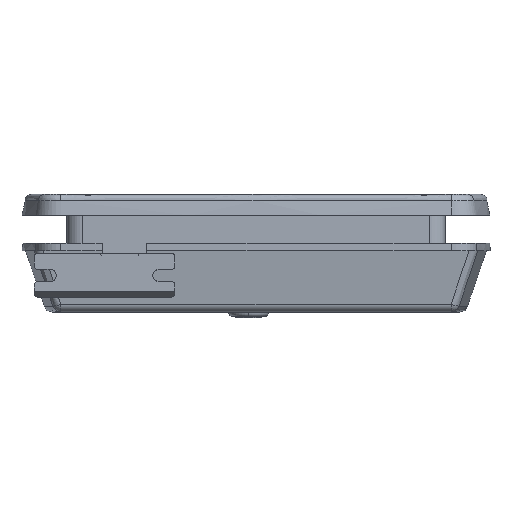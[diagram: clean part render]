
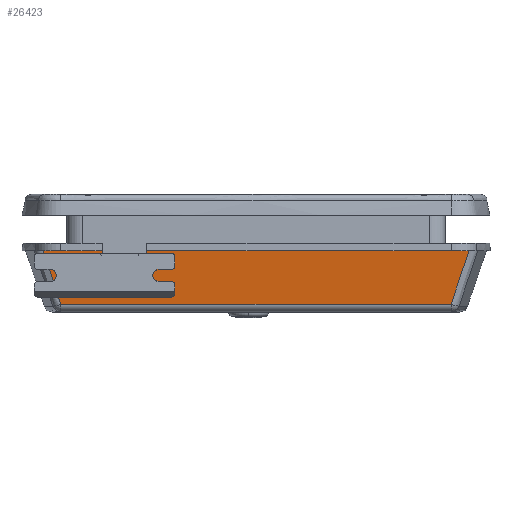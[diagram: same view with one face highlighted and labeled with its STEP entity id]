
A CAD part, front view. The second image highlights one B-rep face of the part: STEP entity #26423.
In plain terms, the highlighted planar face has unit normal (0, -0.994, -0.106).
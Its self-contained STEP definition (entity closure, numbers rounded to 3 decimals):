
#443 = LINE ( 'NONE', #16092, #1481 ) ;
#513 = CARTESIAN_POINT ( 'NONE',  ( 0., -61.306, -6.522 ) ) ;
#641 = EDGE_CURVE ( 'NONE', #24036, #19634, #11476, .T. ) ;
#683 = CARTESIAN_POINT ( 'NONE',  ( 0., -62.571, 5.365 ) ) ;
#758 = CARTESIAN_POINT ( 'NONE',  ( 138.635, -64.234, 20.997 ) ) ;
#1317 = DIRECTION ( 'NONE',  ( -1., 0., 0. ) ) ;
#1481 = VECTOR ( 'NONE', #1317, 1000. ) ;
#2102 = CARTESIAN_POINT ( 'NONE',  ( -135.924, -63.383, 13.001 ) ) ;
#2172 = FACE_OUTER_BOUND ( 'NONE', #10875, .T. ) ;
#3303 = LINE ( 'NONE', #18260, #27242 ) ;
#3601 = CARTESIAN_POINT ( 'NONE',  ( -75., -61.306, -6.522 ) ) ;
#3771 = CARTESIAN_POINT ( 'NONE',  ( -75., -61.468, -5. ) ) ;
#4766 = DIRECTION ( 'NONE',  ( 0., -0.106, 0.994 ) ) ;
#5263 = VERTEX_POINT ( 'NONE', #7371 ) ;
#5281 = CARTESIAN_POINT ( 'NONE',  ( 141.912, -65.262, 30.663 ) ) ;
#5481 = AXIS2_PLACEMENT_3D ( 'NONE', #513, #13885, #23070 ) ;
#5766 = EDGE_CURVE ( 'NONE', #19634, #19356, #24769, .T. ) ;
#5947 = CARTESIAN_POINT ( 'NONE',  ( 133.335, -62.571, 5.365 ) ) ;
#6299 = CARTESIAN_POINT ( 'NONE',  ( -105., -66.468, 42. ) ) ;
#6848 = VECTOR ( 'NONE', #24587, 1000. ) ;
#7011 = DIRECTION ( 'NONE',  ( -1., 0., 0. ) ) ;
#7216 = ORIENTED_EDGE ( 'NONE', *, *, #641, .T. ) ;
#7331 = VECTOR ( 'NONE', #4766, 1000. ) ;
#7371 = CARTESIAN_POINT ( 'NONE',  ( -145.756, -66.468, 42. ) ) ;
#8977 = LINE ( 'NONE', #3601, #18925 ) ;
#10609 = ORIENTED_EDGE ( 'NONE', *, *, #5766, .T. ) ;
#10623 = CARTESIAN_POINT ( 'NONE',  ( -75., -64.66, 25. ) ) ;
#10875 = EDGE_LOOP ( 'NONE', ( #28194, #24938, #7216, #10609, #15445, #22941, #17628, #13448 ) ) ;
#10950 = CARTESIAN_POINT ( 'NONE',  ( -134.198, -62.842, 7.91 ) ) ;
#11040 = CARTESIAN_POINT ( 'NONE',  ( -141.912, -65.262, 30.663 ) ) ;
#11404 = PLANE ( 'NONE',  #5481 ) ;
#11476 =( BOUNDED_CURVE ( )  B_SPLINE_CURVE ( 3, ( #10623, #3771, #12813, #27963 ),
 .UNSPECIFIED., .F., .T. ) 
 B_SPLINE_CURVE_WITH_KNOTS ( ( 4, 4 ),
 ( 4.712, 7.854 ),
 .UNSPECIFIED. ) 
 CURVE ( )  GEOMETRIC_REPRESENTATION_ITEM ( )  RATIONAL_B_SPLINE_CURVE ( ( 1., 0.333, 0.333, 1. ) ) 
 REPRESENTATION_ITEM ( '' )  );
#12166 = DIRECTION ( 'NONE',  ( 0., 0.106, -0.994 ) ) ;
#12813 = CARTESIAN_POINT ( 'NONE',  ( -105., -61.468, -5. ) ) ;
#12944 = EDGE_CURVE ( 'NONE', #5263, #23323, #23945, .T. ) ;
#13071 = CARTESIAN_POINT ( 'NONE',  ( -143.834, -65.865, 36.332 ) ) ;
#13120 = CARTESIAN_POINT ( 'NONE',  ( -105., -64.66, 25. ) ) ;
#13223 = CARTESIAN_POINT ( 'NONE',  ( -75., -64.66, 25. ) ) ;
#13319 = LINE ( 'NONE', #683, #6848 ) ;
#13354 = CARTESIAN_POINT ( 'NONE',  ( -133.335, -62.571, 5.365 ) ) ;
#13448 = ORIENTED_EDGE ( 'NONE', *, *, #26988, .T. ) ;
#13847 = CARTESIAN_POINT ( 'NONE',  ( 137.279, -63.808, 16.999 ) ) ;
#13885 = DIRECTION ( 'NONE',  ( 0., 0.994, 0.106 ) ) ;
#13966 = CARTESIAN_POINT ( 'NONE',  ( -75., -66.468, 42. ) ) ;
#15271 = CARTESIAN_POINT ( 'NONE',  ( -139.99, -64.659, 24.994 ) ) ;
#15445 = ORIENTED_EDGE ( 'NONE', *, *, #25830, .T. ) ;
#15824 = EDGE_CURVE ( 'NONE', #22093, #24036, #8977, .T. ) ;
#16092 = CARTESIAN_POINT ( 'NONE',  ( 0., -66.468, 42. ) ) ;
#16747 = EDGE_CURVE ( 'NONE', #23323, #27674, #13319, .T. ) ;
#17370 = CARTESIAN_POINT ( 'NONE',  ( -138.635, -64.234, 20.997 ) ) ;
#17628 = ORIENTED_EDGE ( 'NONE', *, *, #16747, .T. ) ;
#18083 = VERTEX_POINT ( 'NONE', #27396 ) ;
#18156 = CARTESIAN_POINT ( 'NONE',  ( 135.061, -63.112, 10.456 ) ) ;
#18244 = CARTESIAN_POINT ( 'NONE',  ( 135.924, -63.383, 13.001 ) ) ;
#18260 = CARTESIAN_POINT ( 'NONE',  ( 0., -66.468, 42. ) ) ;
#18345 = CARTESIAN_POINT ( 'NONE',  ( 139.99, -64.659, 24.994 ) ) ;
#18925 = VECTOR ( 'NONE', #12166, 1000. ) ;
#19356 = VERTEX_POINT ( 'NONE', #6299 ) ;
#19634 = VERTEX_POINT ( 'NONE', #13120 ) ;
#19791 = CARTESIAN_POINT ( 'NONE',  ( -145.756, -66.468, 42. ) ) ;
#19816 = EDGE_CURVE ( 'NONE', #18083, #22093, #3303, .T. ) ;
#19960 = CARTESIAN_POINT ( 'NONE',  ( -105., -61.306, -6.522 ) ) ;
#20784 = B_SPLINE_CURVE_WITH_KNOTS ( 'NONE', 3,
 ( #26855, #22561, #18156, #18244, #13847, #758, #18345, #5281, #24489, #26759 ),
 .UNSPECIFIED., .F., .F.,
 ( 4, 3, 3, 4 ),
 ( 0., 0.008, 0.021, 0.039 ),
 .UNSPECIFIED. ) ;
#21868 = CARTESIAN_POINT ( 'NONE',  ( -135.061, -63.112, 10.456 ) ) ;
#22093 = VERTEX_POINT ( 'NONE', #13966 ) ;
#22561 = CARTESIAN_POINT ( 'NONE',  ( 134.198, -62.842, 7.91 ) ) ;
#22941 = ORIENTED_EDGE ( 'NONE', *, *, #12944, .T. ) ;
#23070 = DIRECTION ( 'NONE',  ( 0., -0.106, 0.994 ) ) ;
#23323 = VERTEX_POINT ( 'NONE', #25153 ) ;
#23945 = B_SPLINE_CURVE_WITH_KNOTS ( 'NONE', 3,
 ( #19791, #13071, #11040, #15271, #17370, #24006, #2102, #21868, #10950, #13354 ),
 .UNSPECIFIED., .F., .F.,
 ( 4, 3, 3, 4 ),
 ( 0.005, 0.023, 0.036, 0.044 ),
 .UNSPECIFIED. ) ;
#24006 = CARTESIAN_POINT ( 'NONE',  ( -137.279, -63.808, 16.999 ) ) ;
#24036 = VERTEX_POINT ( 'NONE', #13223 ) ;
#24489 = CARTESIAN_POINT ( 'NONE',  ( 143.834, -65.865, 36.332 ) ) ;
#24587 = DIRECTION ( 'NONE',  ( 1., 0., 0. ) ) ;
#24769 = LINE ( 'NONE', #19960, #7331 ) ;
#24938 = ORIENTED_EDGE ( 'NONE', *, *, #15824, .T. ) ;
#25153 = CARTESIAN_POINT ( 'NONE',  ( -133.335, -62.571, 5.365 ) ) ;
#25830 = EDGE_CURVE ( 'NONE', #19356, #5263, #443, .T. ) ;
#26423 = ADVANCED_FACE ( 'NONE', ( #2172 ), #11404, .F. ) ;
#26759 = CARTESIAN_POINT ( 'NONE',  ( 145.756, -66.468, 42. ) ) ;
#26855 = CARTESIAN_POINT ( 'NONE',  ( 133.335, -62.571, 5.365 ) ) ;
#26988 = EDGE_CURVE ( 'NONE', #27674, #18083, #20784, .T. ) ;
#27242 = VECTOR ( 'NONE', #7011, 1000. ) ;
#27396 = CARTESIAN_POINT ( 'NONE',  ( 145.756, -66.468, 42. ) ) ;
#27674 = VERTEX_POINT ( 'NONE', #5947 ) ;
#27963 = CARTESIAN_POINT ( 'NONE',  ( -105., -64.66, 25. ) ) ;
#28194 = ORIENTED_EDGE ( 'NONE', *, *, #19816, .T. ) ;
